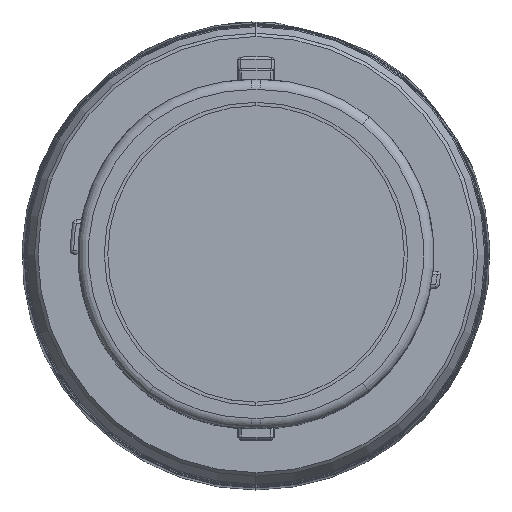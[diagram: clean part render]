
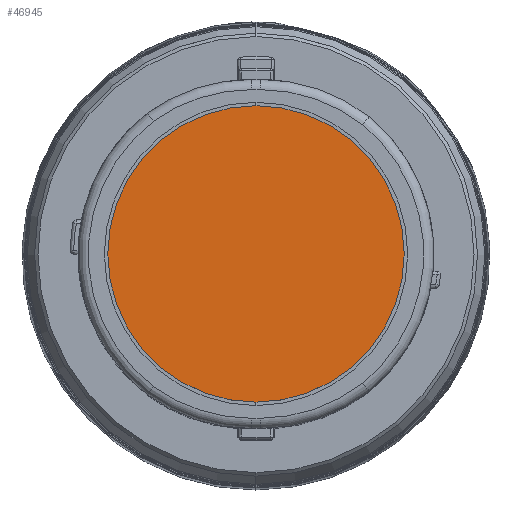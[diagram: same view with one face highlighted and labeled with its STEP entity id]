
A CAD part, top view. The second image highlights one B-rep face of the part: STEP entity #46945.
In plain terms, the highlighted planar face has unit normal (0, 0, 1).
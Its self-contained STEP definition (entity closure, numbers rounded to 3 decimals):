
#14854=CARTESIAN_POINT('',(0.,0.,47.55));
#14855=DIRECTION('',(0.,0.,1.));
#14856=DIRECTION('',(0.,1.,0.));
#14857=AXIS2_PLACEMENT_3D('',#14854,#14855,#14856);
#14864=CARTESIAN_POINT('',(0.,0.,47.55));
#14865=DIRECTION('',(0.,0.,1.));
#14866=DIRECTION('',(0.,-1.,0.));
#14867=AXIS2_PLACEMENT_3D('',#14864,#14865,#14866);
#21126=CARTESIAN_POINT('',(0.,8.9,47.55));
#21127=CARTESIAN_POINT('',(0.,-8.9,47.55));
#21128=VERTEX_POINT('',#21126);
#21129=VERTEX_POINT('',#21127);
#46935=CARTESIAN_POINT('',(0.,0.,47.55));
#46936=DIRECTION('',(0.,0.,-1.));
#46937=DIRECTION('',(0.,-1.,0.));
#46938=AXIS2_PLACEMENT_3D('',#46935,#46936,#46937);
#46939=PLANE('',#46938);
#46940=ORIENTED_EDGE('',*,*,#46925,.F.);
#46942=ORIENTED_EDGE('',*,*,#46941,.F.);
#46943=EDGE_LOOP('',(#46940,#46942));
#46944=FACE_OUTER_BOUND('',#46943,.F.);
#46945=ADVANCED_FACE('',(#46944),#46939,.F.);
#14858=CIRCLE('',#14857,8.9);
#14868=CIRCLE('',#14867,8.9);
#46925=EDGE_CURVE('',#21128,#21129,#14858,.T.);
#46941=EDGE_CURVE('',#21129,#21128,#14868,.T.);
